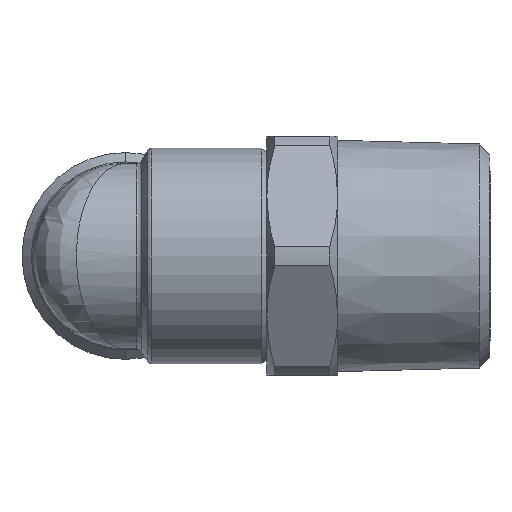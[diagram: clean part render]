
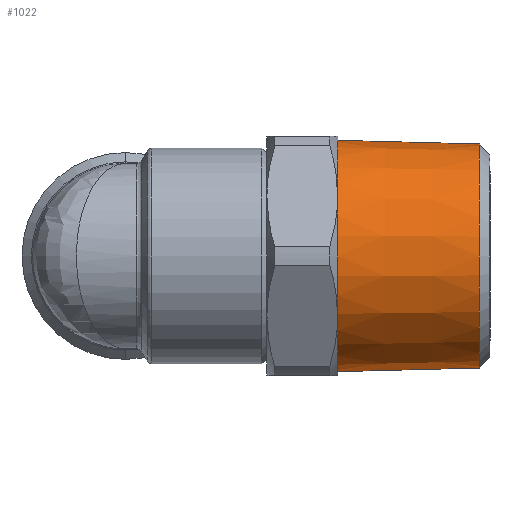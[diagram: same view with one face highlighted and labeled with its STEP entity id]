
A CAD part, left-side view. The second image highlights one B-rep face of the part: STEP entity #1022.
In plain terms, the highlighted conical face has half-angle 1.47 degrees and reference radius 10.626 mm.
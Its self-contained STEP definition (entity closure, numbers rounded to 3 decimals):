
#696 = CARTESIAN_POINT ( 'NONE',  ( 0., -32.5, 10.293 ) ) ;
#747 = CARTESIAN_POINT ( 'NONE',  ( 0., -32.5, -10.293 ) ) ;
#1008 = EDGE_LOOP ( 'NONE', ( #1020, #1010, #1024, #1012 ) ) ;
#1010 = ORIENTED_EDGE ( 'NONE', *, *, #1019, .F. ) ;
#1012 = ORIENTED_EDGE ( 'NONE', *, *, #1031, .T. ) ;
#1019 = EDGE_CURVE ( 'NONE', #1404, #1427, #2682, .T. ) ;
#1020 = ORIENTED_EDGE ( 'NONE', *, *, #3870, .F. ) ;
#1022 = ADVANCED_FACE ( 'NONE', ( #2696 ), #2641, .T. ) ;
#1024 = ORIENTED_EDGE ( 'NONE', *, *, #1441, .T. ) ;
#1031 = EDGE_CURVE ( 'NONE', #3889, #1444, #2669, .T. ) ;
#1404 = VERTEX_POINT ( 'NONE', #696 ) ;
#1427 = VERTEX_POINT ( 'NONE', #747 ) ;
#1441 = EDGE_CURVE ( 'NONE', #1404, #3889, #4108, .T. ) ;
#1444 = VERTEX_POINT ( 'NONE', #4101 ) ;
#2160 = CARTESIAN_POINT ( 'NONE',  ( 0., -19.5, 10.626 ) ) ;
#2641 = CONICAL_SURFACE ( 'NONE', #2644, 10.626, 0.026 ) ;
#2642 = DIRECTION ( 'NONE',  ( 0., 0., 1. ) ) ;
#2643 = DIRECTION ( 'NONE',  ( 0., 1., 0. ) ) ;
#2644 = AXIS2_PLACEMENT_3D ( 'NONE', #2700, #2643, #2642 ) ;
#2649 = DIRECTION ( 'NONE',  ( 0., 0., -1. ) ) ;
#2666 = DIRECTION ( 'NONE',  ( 0., -1., 0. ) ) ;
#2667 = CARTESIAN_POINT ( 'NONE',  ( 0., -19.5, 0. ) ) ;
#2668 = AXIS2_PLACEMENT_3D ( 'NONE', #2667, #2666, #2649 ) ;
#2669 = CIRCLE ( 'NONE', #2668, 10.626 ) ;
#2681 = AXIS2_PLACEMENT_3D ( 'NONE', #2695, #2705, #2704 ) ;
#2682 = CIRCLE ( 'NONE', #2681, 10.293 ) ;
#2695 = CARTESIAN_POINT ( 'NONE',  ( 0., -32.5, 0. ) ) ;
#2696 = FACE_OUTER_BOUND ( 'NONE', #1008, .T. ) ;
#2700 = CARTESIAN_POINT ( 'NONE',  ( 0., -19.5, 0. ) ) ;
#2704 = DIRECTION ( 'NONE',  ( 0., 0., -1. ) ) ;
#2705 = DIRECTION ( 'NONE',  ( 0., -1., 0. ) ) ;
#3870 = EDGE_CURVE ( 'NONE', #1427, #1444, #4246, .T. ) ;
#3889 = VERTEX_POINT ( 'NONE', #2160 ) ;
#4086 = DIRECTION ( 'NONE',  ( 0., 1., 0.026 ) ) ;
#4087 = VECTOR ( 'NONE', #4086, 1000. ) ;
#4088 = CARTESIAN_POINT ( 'NONE',  ( 0., -19.5, 10.626 ) ) ;
#4101 = CARTESIAN_POINT ( 'NONE',  ( 0., -19.5, -10.626 ) ) ;
#4108 = LINE ( 'NONE', #4088, #4087 ) ;
#4244 = VECTOR ( 'NONE', #4254, 1000. ) ;
#4245 = CARTESIAN_POINT ( 'NONE',  ( 0., -19.5, -10.626 ) ) ;
#4246 = LINE ( 'NONE', #4245, #4244 ) ;
#4254 = DIRECTION ( 'NONE',  ( 0., 1., -0.026 ) ) ;
